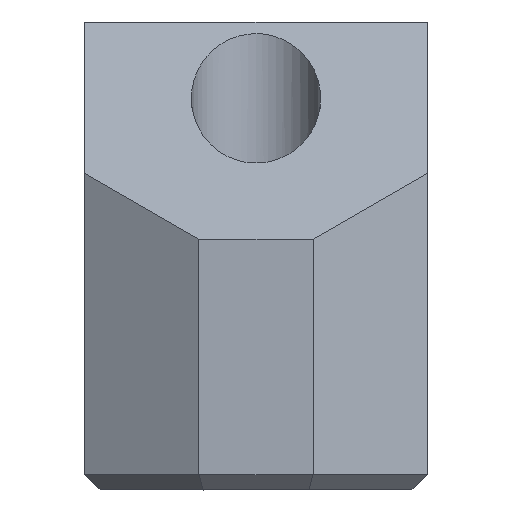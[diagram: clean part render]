
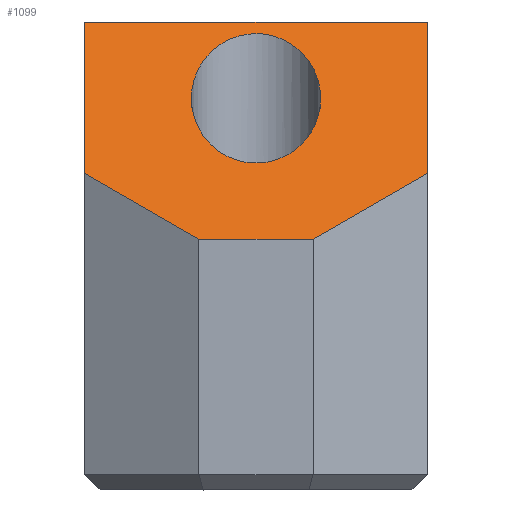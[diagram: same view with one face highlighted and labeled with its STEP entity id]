
A CAD part, left-side view. The second image highlights one B-rep face of the part: STEP entity #1099.
In plain terms, the highlighted planar face has unit normal (-0.707, 0, 0.707).
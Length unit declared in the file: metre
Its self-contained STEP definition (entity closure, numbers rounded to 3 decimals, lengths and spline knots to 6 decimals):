
#13=ELLIPSE('',#1137,0.002404,0.0017);
#275=ORIENTED_EDGE('',*,*,#349,.F.);
#276=ORIENTED_EDGE('',*,*,#469,.F.);
#277=ORIENTED_EDGE('',*,*,#405,.F.);
#278=ORIENTED_EDGE('',*,*,#428,.F.);
#279=ORIENTED_EDGE('',*,*,#426,.F.);
#280=ORIENTED_EDGE('',*,*,#424,.F.);
#281=ORIENTED_EDGE('',*,*,#416,.F.);
#349=EDGE_CURVE('',#499,#499,#13,.T.);
#405=EDGE_CURVE('',#535,#536,#642,.T.);
#416=EDGE_CURVE('',#542,#543,#653,.T.);
#424=EDGE_CURVE('',#543,#548,#661,.T.);
#426=EDGE_CURVE('',#548,#549,#663,.T.);
#428=EDGE_CURVE('',#549,#535,#665,.T.);
#469=EDGE_CURVE('',#536,#542,#703,.T.);
#499=VERTEX_POINT('',#1533);
#535=VERTEX_POINT('',#1644);
#536=VERTEX_POINT('',#1646);
#542=VERTEX_POINT('',#1666);
#543=VERTEX_POINT('',#1668);
#548=VERTEX_POINT('',#1684);
#549=VERTEX_POINT('',#1688);
#642=LINE('',#1645,#782);
#653=LINE('',#1667,#793);
#661=LINE('',#1683,#801);
#663=LINE('',#1687,#803);
#665=LINE('',#1691,#805);
#703=LINE('',#1767,#843);
#782=VECTOR('',#1337,1.);
#793=VECTOR('',#1356,1.);
#801=VECTOR('',#1370,1.);
#803=VECTOR('',#1374,1.);
#805=VECTOR('',#1378,1.);
#843=VECTOR('',#1452,1.);
#910=EDGE_LOOP('',(#275));
#911=EDGE_LOOP('',(#276,#277,#278,#279,#280,#281));
#980=FACE_BOUND('',#910,.T.);
#981=FACE_BOUND('',#911,.T.);
#1037=PLANE('',#1184);
#1099=ADVANCED_FACE('',(#980,#981),#1037,.F.);
#1137=AXIS2_PLACEMENT_3D('',#1532,#1240,#1241);
#1184=AXIS2_PLACEMENT_3D('',#1766,#1450,#1451);
#1240=DIRECTION('',(-0.707,0.,0.707));
#1241=DIRECTION('',(0.707,0.,0.707));
#1337=DIRECTION('',(0.707,0.,0.707));
#1356=DIRECTION('',(-0.707,0.,-0.707));
#1370=DIRECTION('',(-0.447,0.775,-0.447));
#1374=DIRECTION('',(0.,1.,0.));
#1378=DIRECTION('',(0.447,0.775,0.447));
#1450=DIRECTION('',(0.707,0.,-0.707));
#1451=DIRECTION('',(0.,1.,0.));
#1452=DIRECTION('',(0.,-1.,0.));
#1532=CARTESIAN_POINT('',(-0.012825,0.,0.009593));
#1533=CARTESIAN_POINT('',(-0.011125,0.,0.011293));
#1644=CARTESIAN_POINT('',(-0.014793,0.0045,0.007625));
#1645=CARTESIAN_POINT('',(-0.014793,0.0045,0.007625));
#1646=CARTESIAN_POINT('',(-0.010818,0.0045,0.0116));
#1666=CARTESIAN_POINT('',(-0.010818,-0.0045,0.0116));
#1667=CARTESIAN_POINT('',(-0.010818,-0.0045,0.0116));
#1668=CARTESIAN_POINT('',(-0.014793,-0.0045,0.007625));
#1683=CARTESIAN_POINT('',(-0.014793,-0.0045,0.007625));
#1684=CARTESIAN_POINT('',(-0.016525,-0.0015,0.005893));
#1687=CARTESIAN_POINT('',(-0.016525,-0.0015,0.005893));
#1688=CARTESIAN_POINT('',(-0.016525,0.0015,0.005893));
#1691=CARTESIAN_POINT('',(-0.016525,0.0015,0.005893));
#1766=CARTESIAN_POINT('',(-0.016171,0.,0.006246));
#1767=CARTESIAN_POINT('',(-0.010818,0.0045,0.0116));
